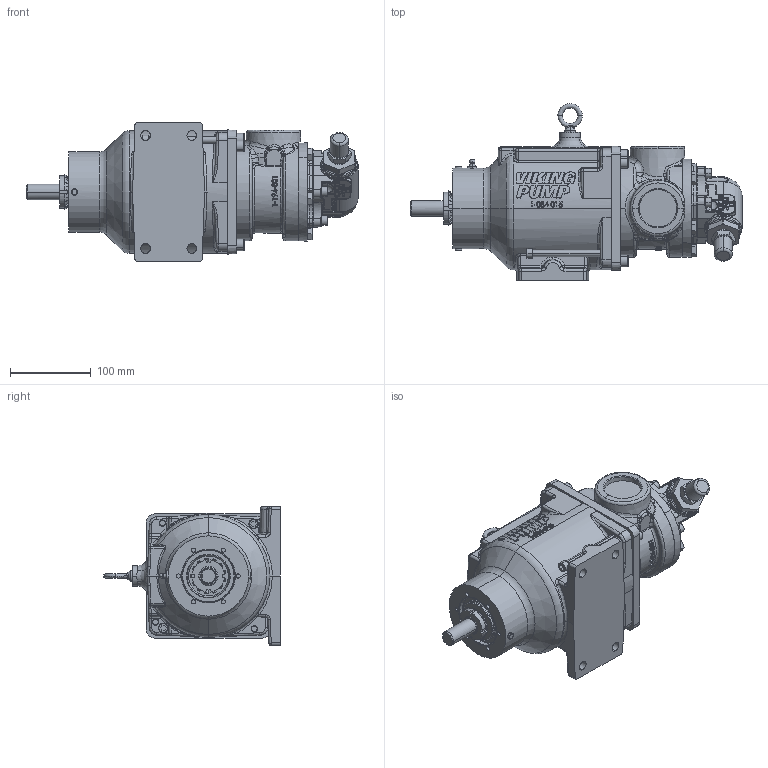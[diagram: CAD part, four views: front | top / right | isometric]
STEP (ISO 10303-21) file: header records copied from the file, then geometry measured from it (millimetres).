
FILE_DESCRIPTION (( 'STEP AP214' ), '1' );
FILE_NAME ('HL8124A.STEP', '2017-10-09T16:47:40', ( '' ), ( '' ), 'SwSTEP 2.0', 'SolidWorks 2017', '' );
FILE_SCHEMA (( 'AUTOMOTIVE_DESIGN' ));
Length unit declared in the file: inch
Products named in the file (2): HL8124A
Bounding box: 410.28 x 218.32 x 171.45 mm (x, y, z)
Volume: 4963410.8 mm3; surface area: 252390.1 mm2
Topology: 1 solids, 1 shells, 2047 faces, 5114 edges, 3196 vertices
Faces by surface type: plane 706, bspline 662, cylinder 354, cone 190, torus 90, sphere 45
Entity records: 169743 total; most frequent: CARTESIAN_POINT 100578, ORIENTED_EDGE 10184, DIRECTION 7153, EDGE_CURVE 5092, VERTEX_POINT 3193, AXIS2_PLACEMENT_3D 2534, EDGE_LOOP 2203, LINE 2085
